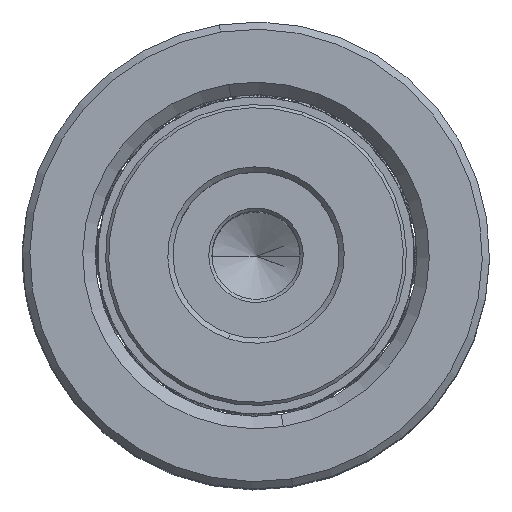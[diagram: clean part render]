
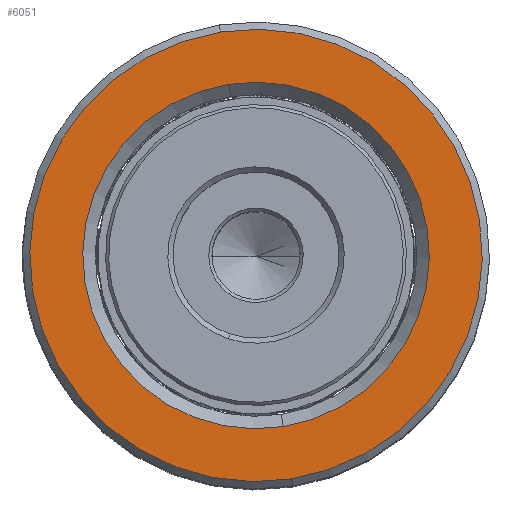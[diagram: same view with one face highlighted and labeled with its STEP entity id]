
A CAD part, top view. The second image highlights one B-rep face of the part: STEP entity #6051.
In plain terms, the highlighted planar face has unit normal (0, 0, 1).
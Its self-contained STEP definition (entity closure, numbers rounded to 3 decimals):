
#272 = CARTESIAN_POINT ( 'NONE',  ( 0., 0., 60. ) ) ;
#679 = AXIS2_PLACEMENT_3D ( 'NONE', #272, #8327, #13601 ) ;
#770 = FACE_OUTER_BOUND ( 'NONE', #2042, .T. ) ;
#1532 = CIRCLE ( 'NONE', #24494, 16.7 ) ;
#1783 = CARTESIAN_POINT ( 'NONE',  ( 0., 0., 60. ) ) ;
#2042 = EDGE_LOOP ( 'NONE', ( #16239, #18218 ) ) ;
#2219 = VERTEX_POINT ( 'NONE', #6910 ) ;
#3475 = CARTESIAN_POINT ( 'NONE',  ( 0., 0., 60. ) ) ;
#4105 = DIRECTION ( 'NONE',  ( 1., 0., 0. ) ) ;
#5212 = VERTEX_POINT ( 'NONE', #15966 ) ;
#6037 = CARTESIAN_POINT ( 'NONE',  ( 16.7, 0., 60. ) ) ;
#6051 = ADVANCED_FACE ( 'NONE', ( #770, #18829 ), #16221, .T. ) ;
#6910 = CARTESIAN_POINT ( 'NONE',  ( -21.8, 0., 60. ) ) ;
#7139 = CIRCLE ( 'NONE', #26724, 16.7 ) ;
#8327 = DIRECTION ( 'NONE',  ( 0., 0., 1. ) ) ;
#9280 = DIRECTION ( 'NONE',  ( 0., 0., 1. ) ) ;
#9906 = ORIENTED_EDGE ( 'NONE', *, *, #14366, .T. ) ;
#11884 = DIRECTION ( 'NONE',  ( 0., 0., -1. ) ) ;
#12201 = CARTESIAN_POINT ( 'NONE',  ( 0., 0., 60. ) ) ;
#13601 = DIRECTION ( 'NONE',  ( 1., 0., 0. ) ) ;
#14366 = EDGE_CURVE ( 'NONE', #24897, #24637, #1532, .T. ) ;
#15966 = CARTESIAN_POINT ( 'NONE',  ( 21.8, 0., 60. ) ) ;
#16221 = PLANE ( 'NONE',  #679 ) ;
#16239 = ORIENTED_EDGE ( 'NONE', *, *, #31721, .T. ) ;
#17825 = EDGE_LOOP ( 'NONE', ( #9906, #22849 ) ) ;
#18218 = ORIENTED_EDGE ( 'NONE', *, *, #20691, .T. ) ;
#18829 = FACE_BOUND ( 'NONE', #17825, .T. ) ;
#20691 = EDGE_CURVE ( 'NONE', #5212, #2219, #24850, .T. ) ;
#21433 = DIRECTION ( 'NONE',  ( 1., 0., 0. ) ) ;
#22195 = AXIS2_PLACEMENT_3D ( 'NONE', #1783, #9280, #4105 ) ;
#22849 = ORIENTED_EDGE ( 'NONE', *, *, #33783, .T. ) ;
#24494 = AXIS2_PLACEMENT_3D ( 'NONE', #12201, #25345, #30721 ) ;
#24637 = VERTEX_POINT ( 'NONE', #31655 ) ;
#24850 = CIRCLE ( 'NONE', #22195, 21.8 ) ;
#24897 = VERTEX_POINT ( 'NONE', #6037 ) ;
#25345 = DIRECTION ( 'NONE',  ( 0., 0., -1. ) ) ;
#26724 = AXIS2_PLACEMENT_3D ( 'NONE', #27325, #11884, #29954 ) ;
#27325 = CARTESIAN_POINT ( 'NONE',  ( 0., 0., 60. ) ) ;
#27574 = AXIS2_PLACEMENT_3D ( 'NONE', #3475, #29238, #21433 ) ;
#28497 = CIRCLE ( 'NONE', #27574, 21.8 ) ;
#29238 = DIRECTION ( 'NONE',  ( 0., 0., 1. ) ) ;
#29954 = DIRECTION ( 'NONE',  ( 1., 0., 0. ) ) ;
#30721 = DIRECTION ( 'NONE',  ( 1., 0., 0. ) ) ;
#31655 = CARTESIAN_POINT ( 'NONE',  ( -16.7, 0., 60. ) ) ;
#31721 = EDGE_CURVE ( 'NONE', #2219, #5212, #28497, .T. ) ;
#33783 = EDGE_CURVE ( 'NONE', #24637, #24897, #7139, .T. ) ;
